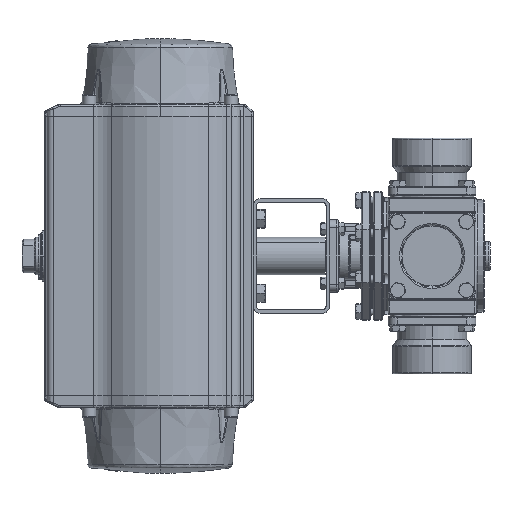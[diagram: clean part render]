
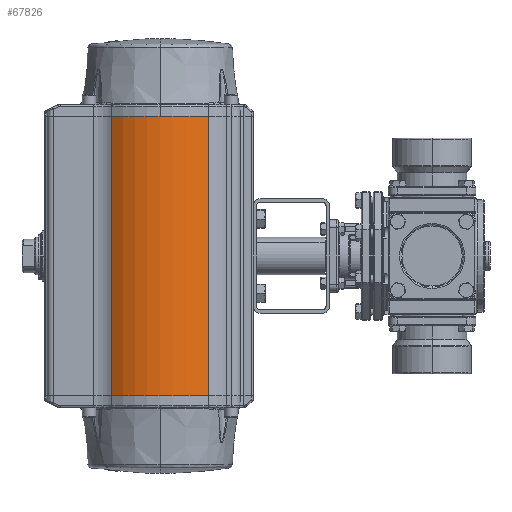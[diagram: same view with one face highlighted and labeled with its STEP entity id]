
A CAD part, left-side view. The second image highlights one B-rep face of the part: STEP entity #67826.
In plain terms, the highlighted cylindrical face has radius 108 mm (diameter 216 mm), a partial arc.
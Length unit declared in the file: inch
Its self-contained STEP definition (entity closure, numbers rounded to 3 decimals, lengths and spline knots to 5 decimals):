
#59 = CARTESIAN_POINT ( 'NONE',  ( 0., 14.26389, -7.32283 ) ) ;
#2596 = VERTEX_POINT ( 'NONE', #22437 ) ;
#3277 = EDGE_CURVE ( 'NONE', #3975, #94921, #84530, .T. ) ;
#3975 = VERTEX_POINT ( 'NONE', #60953 ) ;
#4390 = AXIS2_PLACEMENT_3D ( 'NONE', #61309, #6444, #70566 ) ;
#5424 = VECTOR ( 'NONE', #56139, 39.37008 ) ;
#6444 = DIRECTION ( 'NONE',  ( 0., 0., 1. ) ) ;
#8430 = ORIENTED_EDGE ( 'NONE', *, *, #72646, .T. ) ;
#8483 = EDGE_LOOP ( 'NONE', ( #61026, #41686, #58587, #8430, #37424 ) ) ;
#9256 = DIRECTION ( 'NONE',  ( 1., 0., 0. ) ) ;
#14431 = CARTESIAN_POINT ( 'NONE',  ( 0., 14.26389, 7.32283 ) ) ;
#17360 = EDGE_CURVE ( 'NONE', #94921, #83919, #87343, .T. ) ;
#18972 = CYLINDRICAL_SURFACE ( 'NONE', #29287, 4.25197 ) ;
#22437 = CARTESIAN_POINT ( 'NONE',  ( -3.40445, 16.81124, 7.32283 ) ) ;
#23633 = DIRECTION ( 'NONE',  ( 1., 0., 0. ) ) ;
#28576 = CARTESIAN_POINT ( 'NONE',  ( -3.40445, 16.81124, -7.32283 ) ) ;
#29201 = EDGE_CURVE ( 'NONE', #58964, #3975, #118444, .T. ) ;
#29287 = AXIS2_PLACEMENT_3D ( 'NONE', #59, #45706, #9256 ) ;
#29795 = LINE ( 'NONE', #28576, #5424 ) ;
#37424 = ORIENTED_EDGE ( 'NONE', *, *, #29201, .T. ) ;
#37589 = CARTESIAN_POINT ( 'NONE',  ( 0., 14.26389, 7.32283 ) ) ;
#40739 = CARTESIAN_POINT ( 'NONE',  ( -3.40445, 16.81124, -7.32283 ) ) ;
#41686 = ORIENTED_EDGE ( 'NONE', *, *, #17360, .T. ) ;
#45706 = DIRECTION ( 'NONE',  ( 0., 0., 1. ) ) ;
#46807 = DIRECTION ( 'NONE',  ( 1., 0., 0. ) ) ;
#53524 = CARTESIAN_POINT ( 'NONE',  ( -3.40445, 11.71654, -7.32283 ) ) ;
#53672 = DIRECTION ( 'NONE',  ( 0., 0., 1. ) ) ;
#56139 = DIRECTION ( 'NONE',  ( 0., 0., -1. ) ) ;
#58587 = ORIENTED_EDGE ( 'NONE', *, *, #105869, .T. ) ;
#58964 = VERTEX_POINT ( 'NONE', #40739 ) ;
#60953 = CARTESIAN_POINT ( 'NONE',  ( -3.40445, 11.71654, -7.32283 ) ) ;
#61026 = ORIENTED_EDGE ( 'NONE', *, *, #3277, .T. ) ;
#61309 = CARTESIAN_POINT ( 'NONE',  ( 0., 14.26389, -7.32283 ) ) ;
#67826 = ADVANCED_FACE ( 'NONE', ( #116410 ), #18972, .T. ) ;
#70566 = DIRECTION ( 'NONE',  ( 1., 0., 0. ) ) ;
#72646 = EDGE_CURVE ( 'NONE', #2596, #58964, #29795, .T. ) ;
#73335 = CIRCLE ( 'NONE', #107319, 4.25197 ) ;
#78095 = AXIS2_PLACEMENT_3D ( 'NONE', #37589, #101677, #46807 ) ;
#78508 = DIRECTION ( 'NONE',  ( 0., 0., -1. ) ) ;
#83740 = CARTESIAN_POINT ( 'NONE',  ( -3.40445, 11.71654, 7.32283 ) ) ;
#83919 = VERTEX_POINT ( 'NONE', #105948 ) ;
#84530 = LINE ( 'NONE', #53524, #108834 ) ;
#87343 = CIRCLE ( 'NONE', #78095, 4.25197 ) ;
#94921 = VERTEX_POINT ( 'NONE', #83740 ) ;
#101677 = DIRECTION ( 'NONE',  ( 0., 0., -1. ) ) ;
#105869 = EDGE_CURVE ( 'NONE', #83919, #2596, #73335, .T. ) ;
#105948 = CARTESIAN_POINT ( 'NONE',  ( -4.25197, 14.26389, 7.32283 ) ) ;
#107319 = AXIS2_PLACEMENT_3D ( 'NONE', #14431, #78508, #23633 ) ;
#108834 = VECTOR ( 'NONE', #53672, 39.37008 ) ;
#116410 = FACE_OUTER_BOUND ( 'NONE', #8483, .T. ) ;
#118444 = CIRCLE ( 'NONE', #4390, 4.25197 ) ;
